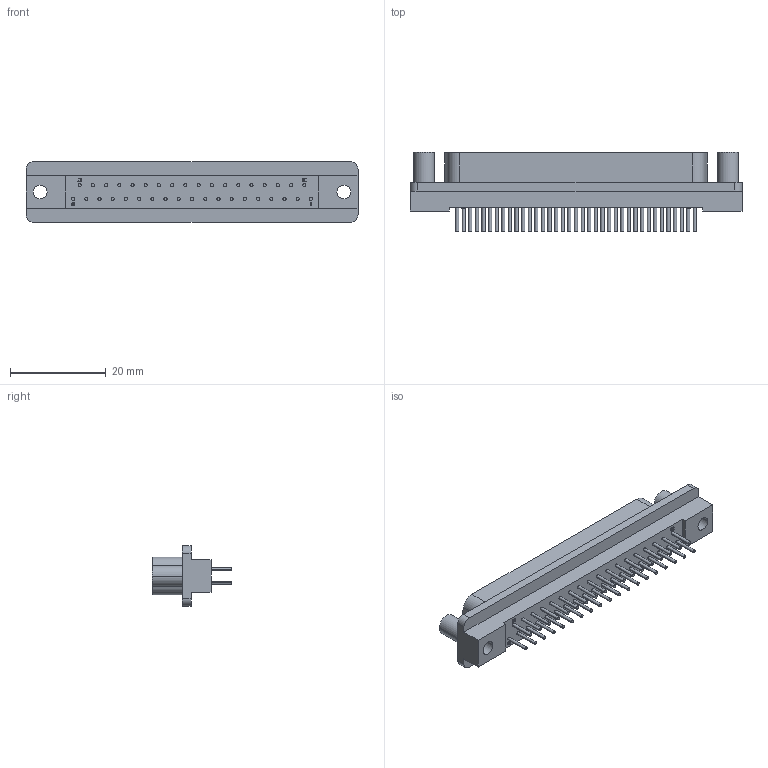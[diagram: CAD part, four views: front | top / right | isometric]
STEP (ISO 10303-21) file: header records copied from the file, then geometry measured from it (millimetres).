
FILE_DESCRIPTION((''),'2;1');
FILE_NAME('C-0747301-16-3','2007-08-31T',('workeradm'),('Tyco Electronics Corporation'),'PRO/ENGINEER BY PARAMETRIC TECHNOLOGY CORPORATION, 2005450','PRO/ENGINEER BY PARAMETRIC TECHNOLOGY CORPORATION, 2005450','');
FILE_SCHEMA(('CONFIG_CONTROL_DESIGN', 'GEOMETRIC_VALIDATION_PROPERTIES_MIM'));
Length unit declared in the file: millimetre
Products named in the file (1): C-0747301-16-3
Bounding box: 69.39 x 16.59 x 12.6 mm (x, y, z)
Volume: 5924.7 mm3; surface area: 4249.3 mm2
Topology: 1 solids, 1 shells, 845 faces, 2096 edges, 1348 vertices
Faces by surface type: plane 533, cylinder 238, cone 74
Entity records: 24939 total; most frequent: CARTESIAN_POINT 4290, DIRECTION 4262, ORIENTED_EDGE 4192, EDGE_CURVE 2096, VECTOR 1620, LINE 1620, VERTEX_POINT 1348, AXIS2_PLACEMENT_3D 1321
